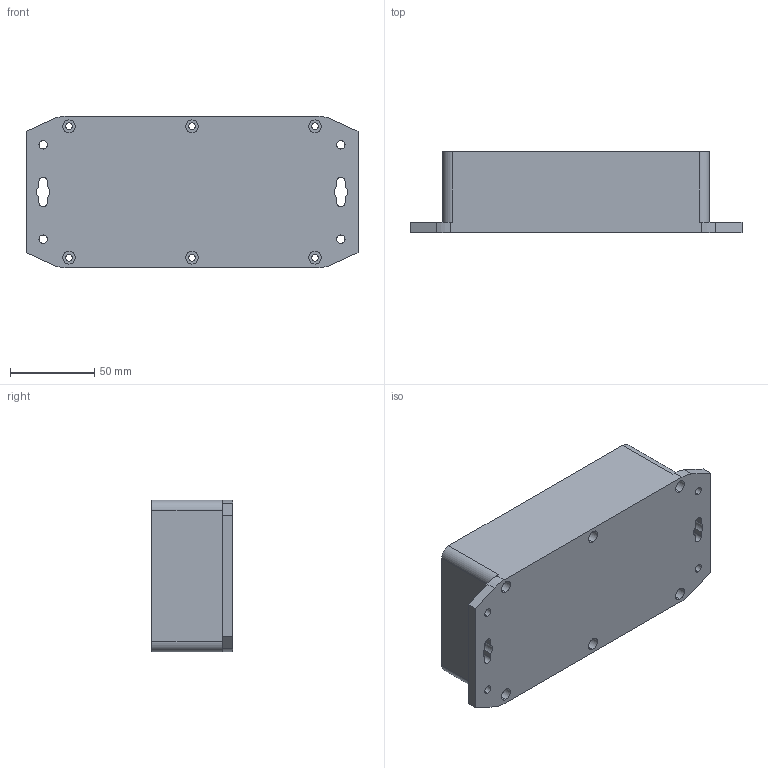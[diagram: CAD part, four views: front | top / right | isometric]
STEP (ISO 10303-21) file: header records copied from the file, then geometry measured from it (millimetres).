
FILE_DESCRIPTION (( 'STEP AP214' ), '1' );
FILE_NAME ('11366_enclosure.STEP', '2015-09-30T17:05:44', ( '' ), ( '' ), 'SwSTEP 2.0', 'SolidWorks 2014', '' );
FILE_SCHEMA (( 'AUTOMOTIVE_DESIGN' ));
Length unit declared in the file: millimetre
Products named in the file (1): 11366_enclosure
Bounding box: 197 x 48.2 x 90 mm (x, y, z)
Volume: 131015.3 mm3; surface area: 88284.4 mm2
Topology: 1 solids, 1 shells, 218 faces, 562 edges, 374 vertices
Faces by surface type: cylinder 136, plane 82
Entity records: 6850 total; most frequent: DIRECTION 1278, CARTESIAN_POINT 1155, ORIENTED_EDGE 1124, EDGE_CURVE 562, AXIS2_PLACEMENT_3D 497, VERTEX_POINT 374, LINE 284, VECTOR 284
